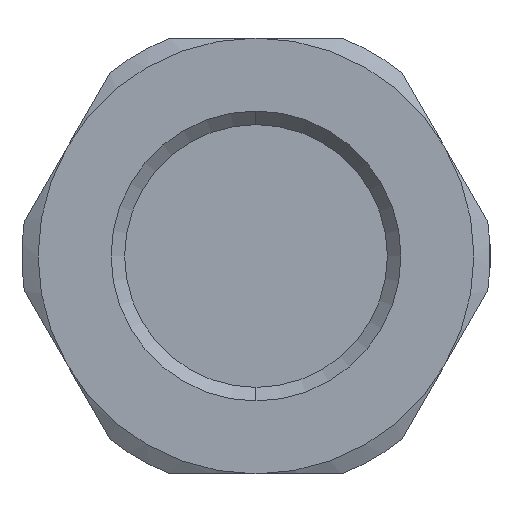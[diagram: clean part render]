
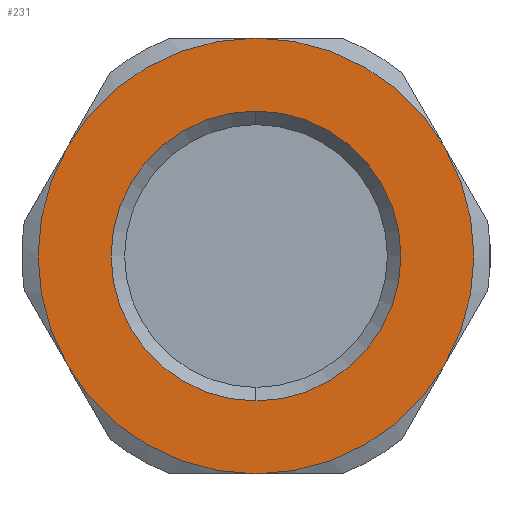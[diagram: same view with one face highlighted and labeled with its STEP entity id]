
A CAD part, left-side view. The second image highlights one B-rep face of the part: STEP entity #231.
In plain terms, the highlighted planar face has unit normal (-1, 0, 0).
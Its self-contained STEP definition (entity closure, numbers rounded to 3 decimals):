
#141 = CARTESIAN_POINT ( 'NONE',  ( -61.7, 0., 0. ) ) ;
#142 = DIRECTION ( 'NONE',  ( 1., 0., 0. ) ) ;
#144 = DIRECTION ( 'NONE',  ( 0., 0., -1. ) ) ;
#231 = ADVANCED_FACE ( 'NONE', ( #2273, #2274 ), #3236, .T. ) ;
#418 = CARTESIAN_POINT ( 'NONE',  ( -61.7, 0., 0. ) ) ;
#419 = DIRECTION ( 'NONE',  ( 1., 0., 0. ) ) ;
#420 = DIRECTION ( 'NONE',  ( 0., 0., -1. ) ) ;
#461 = CARTESIAN_POINT ( 'NONE',  ( -61.7, 0., 0. ) ) ;
#462 = DIRECTION ( 'NONE',  ( 1., 0., 0. ) ) ;
#463 = DIRECTION ( 'NONE',  ( 0., 0., -1. ) ) ;
#491 = CARTESIAN_POINT ( 'NONE',  ( -61.7, 0., 0. ) ) ;
#492 = DIRECTION ( 'NONE',  ( 1., 0., 0. ) ) ;
#493 = DIRECTION ( 'NONE',  ( 0., 0., -1. ) ) ;
#512 = CARTESIAN_POINT ( 'NONE',  ( -61.7, 0., -13.3 ) ) ;
#526 = CARTESIAN_POINT ( 'NONE',  ( -61.7, 0., 13.3 ) ) ;
#819 = CARTESIAN_POINT ( 'NONE',  ( -61.7, 0., 0. ) ) ;
#820 = DIRECTION ( 'NONE',  ( 1., 0., 0. ) ) ;
#821 = DIRECTION ( 'NONE',  ( 0., 0., -1. ) ) ;
#945 = CARTESIAN_POINT ( 'NONE',  ( -61.7, 0., 0. ) ) ;
#946 = DIRECTION ( 'NONE',  ( 1., 0., 0. ) ) ;
#947 = DIRECTION ( 'NONE',  ( 0., 0., -1. ) ) ;
#976 = CARTESIAN_POINT ( 'NONE',  ( -61.7, 0., -20. ) ) ;
#977 = CARTESIAN_POINT ( 'NONE',  ( -61.7, 17.321, -10. ) ) ;
#978 = CARTESIAN_POINT ( 'NONE',  ( -61.7, -17.321, -10. ) ) ;
#979 = CARTESIAN_POINT ( 'NONE',  ( -61.7, -17.321, 10. ) ) ;
#980 = CARTESIAN_POINT ( 'NONE',  ( -61.7, 0., 20. ) ) ;
#981 = CARTESIAN_POINT ( 'NONE',  ( -61.7, 17.321, 10. ) ) ;
#1300 = EDGE_LOOP ( 'NONE', ( #3789, #3790, #3791, #3792, #3793, #3794 ) ) ;
#1301 = EDGE_LOOP ( 'NONE', ( #3795, #3796 ) ) ;
#1326 = EDGE_CURVE ( 'NONE', #1786, #1800, #2647, .T. ) ;
#1330 = EDGE_CURVE ( 'NONE', #1800, #1786, #2649, .T. ) ;
#1487 = CIRCLE ( 'NONE', #2585, 20. ) ;
#1534 = CIRCLE ( 'NONE', #2605, 20. ) ;
#1680 = EDGE_CURVE ( 'NONE', #2895, #2894, #2712, .T. ) ;
#1740 = EDGE_CURVE ( 'NONE', #2894, #2893, #2788, .T. ) ;
#1751 = EDGE_CURVE ( 'NONE', #2891, #2895, #2803, .T. ) ;
#1776 = EDGE_CURVE ( 'NONE', #2892, #2890, #2814, .T. ) ;
#1786 = VERTEX_POINT ( 'NONE', #512 ) ;
#1800 = VERTEX_POINT ( 'NONE', #526 ) ;
#1966 = EDGE_CURVE ( 'NONE', #2890, #2891, #1487, .T. ) ;
#2273 = FACE_OUTER_BOUND ( 'NONE', #1300, .T. ) ;
#2274 = FACE_BOUND ( 'NONE', #1301, .T. ) ;
#2443 = AXIS2_PLACEMENT_3D ( 'NONE', #3237, #3238, #3239 ) ;
#2483 = AXIS2_PLACEMENT_3D ( 'NONE', #3434, #3435, #3436 ) ;
#2485 = AXIS2_PLACEMENT_3D ( 'NONE', #3464, #3465, #3466 ) ;
#2507 = AXIS2_PLACEMENT_3D ( 'NONE', #141, #142, #144 ) ;
#2533 = AXIS2_PLACEMENT_3D ( 'NONE', #418, #419, #420 ) ;
#2538 = AXIS2_PLACEMENT_3D ( 'NONE', #461, #462, #463 ) ;
#2544 = AXIS2_PLACEMENT_3D ( 'NONE', #491, #492, #493 ) ;
#2585 = AXIS2_PLACEMENT_3D ( 'NONE', #819, #820, #821 ) ;
#2605 = AXIS2_PLACEMENT_3D ( 'NONE', #945, #946, #947 ) ;
#2618 = EDGE_CURVE ( 'NONE', #2893, #2892, #1534, .T. ) ;
#2647 = CIRCLE ( 'NONE', #2483, 13.3 ) ;
#2649 = CIRCLE ( 'NONE', #2485, 13.3 ) ;
#2712 = CIRCLE ( 'NONE', #2507, 20. ) ;
#2788 = CIRCLE ( 'NONE', #2533, 20. ) ;
#2803 = CIRCLE ( 'NONE', #2538, 20. ) ;
#2814 = CIRCLE ( 'NONE', #2544, 20. ) ;
#2890 = VERTEX_POINT ( 'NONE', #976 ) ;
#2891 = VERTEX_POINT ( 'NONE', #977 ) ;
#2892 = VERTEX_POINT ( 'NONE', #978 ) ;
#2893 = VERTEX_POINT ( 'NONE', #979 ) ;
#2894 = VERTEX_POINT ( 'NONE', #980 ) ;
#2895 = VERTEX_POINT ( 'NONE', #981 ) ;
#3236 = PLANE ( 'NONE',  #2443 ) ;
#3237 = CARTESIAN_POINT ( 'NONE',  ( -61.7, 20., 0. ) ) ;
#3238 = DIRECTION ( 'NONE',  ( -1., 0., 0. ) ) ;
#3239 = DIRECTION ( 'NONE',  ( 0., 0., 1. ) ) ;
#3434 = CARTESIAN_POINT ( 'NONE',  ( -61.7, 0., 0. ) ) ;
#3435 = DIRECTION ( 'NONE',  ( -1., 0., 0. ) ) ;
#3436 = DIRECTION ( 'NONE',  ( 0., 0., 1. ) ) ;
#3464 = CARTESIAN_POINT ( 'NONE',  ( -61.7, 0., 0. ) ) ;
#3465 = DIRECTION ( 'NONE',  ( -1., 0., 0. ) ) ;
#3466 = DIRECTION ( 'NONE',  ( 0., 0., 1. ) ) ;
#3789 = ORIENTED_EDGE ( 'NONE', *, *, #1966, .F. ) ;
#3790 = ORIENTED_EDGE ( 'NONE', *, *, #1776, .F. ) ;
#3791 = ORIENTED_EDGE ( 'NONE', *, *, #2618, .F. ) ;
#3792 = ORIENTED_EDGE ( 'NONE', *, *, #1740, .F. ) ;
#3793 = ORIENTED_EDGE ( 'NONE', *, *, #1680, .F. ) ;
#3794 = ORIENTED_EDGE ( 'NONE', *, *, #1751, .F. ) ;
#3795 = ORIENTED_EDGE ( 'NONE', *, *, #1330, .F. ) ;
#3796 = ORIENTED_EDGE ( 'NONE', *, *, #1326, .F. ) ;
